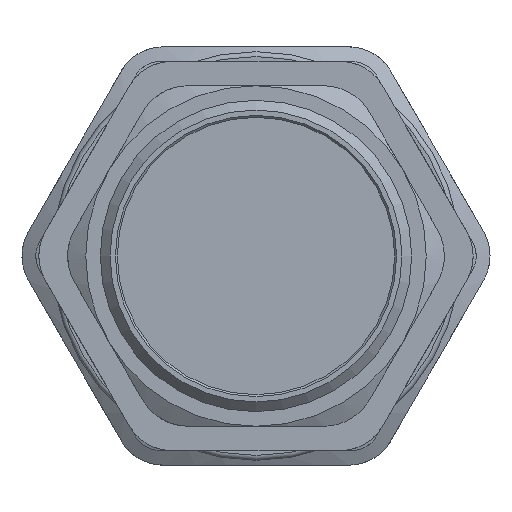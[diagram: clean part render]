
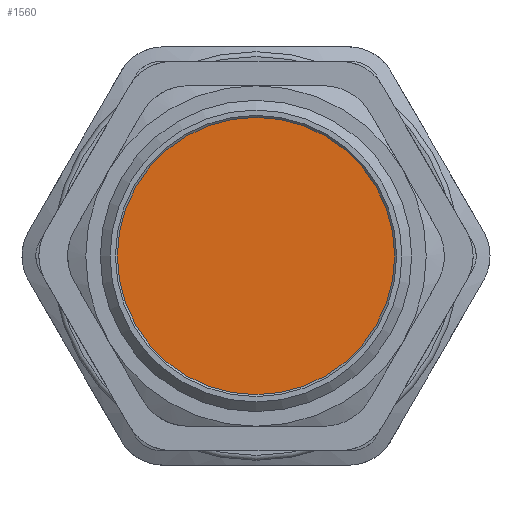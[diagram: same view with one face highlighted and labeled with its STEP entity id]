
A CAD part, front view. The second image highlights one B-rep face of the part: STEP entity #1560.
In plain terms, the highlighted planar face has unit normal (0, -1, 0).
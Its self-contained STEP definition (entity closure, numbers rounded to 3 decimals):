
#216=FACE_OUTER_BOUND('',#318,.T.);
#318=EDGE_LOOP('',(#1039));
#569=CIRCLE('',#1692,14.25);
#631=VERTEX_POINT('',#2241);
#790=EDGE_CURVE('',#631,#631,#569,.T.);
#1039=ORIENTED_EDGE('',*,*,#790,.F.);
#1525=PLANE('',#1691);
#1560=ADVANCED_FACE('',(#216),#1525,.F.);
#1691=AXIS2_PLACEMENT_3D('',#2240,#1860,#1861);
#1692=AXIS2_PLACEMENT_3D('',#2242,#1862,#1863);
#1860=DIRECTION('center_axis',(0.,1.,0.));
#1861=DIRECTION('ref_axis',(0.,0.,1.));
#1862=DIRECTION('center_axis',(0.,1.,0.));
#1863=DIRECTION('ref_axis',(1.,0.,0.));
#2240=CARTESIAN_POINT('Origin',(-3.715,-13.845,0.));
#2241=CARTESIAN_POINT('',(-17.965,-13.845,0.));
#2242=CARTESIAN_POINT('Origin',(-3.715,-13.845,0.));
